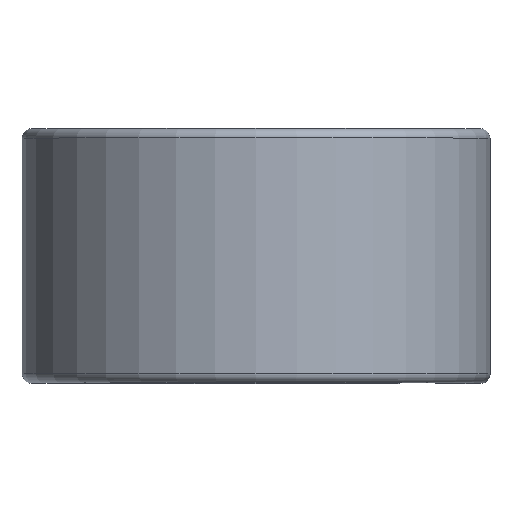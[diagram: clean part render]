
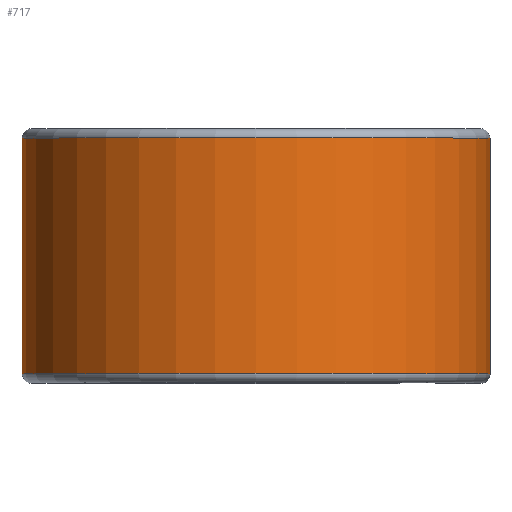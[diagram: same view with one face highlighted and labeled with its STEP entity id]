
A CAD part, top view. The second image highlights one B-rep face of the part: STEP entity #717.
In plain terms, the highlighted cylindrical face has radius 18.986 mm (diameter 37.973 mm), a partial arc.
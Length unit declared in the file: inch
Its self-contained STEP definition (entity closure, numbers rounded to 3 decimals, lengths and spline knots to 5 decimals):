
#9 = CARTESIAN_POINT ( 'NONE',  ( 0., 0.37625, 0. ) ) ;
#186 = DIRECTION ( 'NONE',  ( 0., 0., -1. ) ) ;
#364 = DIRECTION ( 'NONE',  ( 0., 1., 0. ) ) ;
#417 = EDGE_CURVE ( 'NONE', #2245, #1059, #2080, .T. ) ;
#429 = CARTESIAN_POINT ( 'NONE',  ( 0., 0.37625, -0.7475 ) ) ;
#430 = EDGE_CURVE ( 'NONE', #887, #1059, #2055, .T. ) ;
#453 = CARTESIAN_POINT ( 'NONE',  ( 0.7475, 0.37625, 0. ) ) ;
#458 = VERTEX_POINT ( 'NONE', #1118 ) ;
#505 = CYLINDRICAL_SURFACE ( 'NONE', #2357, 0.7475 ) ;
#586 = ORIENTED_EDGE ( 'NONE', *, *, #1206, .T. ) ;
#654 = DIRECTION ( 'NONE',  ( 0., 1., 0. ) ) ;
#717 = ADVANCED_FACE ( 'NONE', ( #1111 ), #505, .T. ) ;
#795 = AXIS2_PLACEMENT_3D ( 'NONE', #9, #1295, #186 ) ;
#860 = DIRECTION ( 'NONE',  ( 0., 0., -1. ) ) ;
#887 = VERTEX_POINT ( 'NONE', #1804 ) ;
#891 = ORIENTED_EDGE ( 'NONE', *, *, #430, .F. ) ;
#920 = DIRECTION ( 'NONE',  ( 0., -1., 0. ) ) ;
#967 = EDGE_LOOP ( 'NONE', ( #586, #1711, #891, #1462 ) ) ;
#1059 = VERTEX_POINT ( 'NONE', #429 ) ;
#1106 = CARTESIAN_POINT ( 'NONE',  ( 0.7475, 0.37625, 0. ) ) ;
#1111 = FACE_OUTER_BOUND ( 'NONE', #967, .T. ) ;
#1118 = CARTESIAN_POINT ( 'NONE',  ( 0.7475, -0.37625, 0. ) ) ;
#1201 = CARTESIAN_POINT ( 'NONE',  ( 0., 0.375, 0. ) ) ;
#1206 = EDGE_CURVE ( 'NONE', #458, #2245, #1608, .T. ) ;
#1295 = DIRECTION ( 'NONE',  ( 0., -1., 0. ) ) ;
#1462 = ORIENTED_EDGE ( 'NONE', *, *, #2235, .F. ) ;
#1478 = CARTESIAN_POINT ( 'NONE',  ( 0., 0.37625, -0.7475 ) ) ;
#1578 = VECTOR ( 'NONE', #654, 39.37008 ) ;
#1608 = LINE ( 'NONE', #453, #1578 ) ;
#1660 = AXIS2_PLACEMENT_3D ( 'NONE', #2001, #920, #2203 ) ;
#1711 = ORIENTED_EDGE ( 'NONE', *, *, #417, .T. ) ;
#1804 = CARTESIAN_POINT ( 'NONE',  ( 0., -0.37625, -0.7475 ) ) ;
#1943 = DIRECTION ( 'NONE',  ( 0., -1., 0. ) ) ;
#2001 = CARTESIAN_POINT ( 'NONE',  ( 0., -0.37625, 0. ) ) ;
#2024 = VECTOR ( 'NONE', #364, 39.37008 ) ;
#2055 = LINE ( 'NONE', #1478, #2024 ) ;
#2080 = CIRCLE ( 'NONE', #795, 0.7475 ) ;
#2133 = CIRCLE ( 'NONE', #1660, 0.7475 ) ;
#2203 = DIRECTION ( 'NONE',  ( 0., 0., -1. ) ) ;
#2235 = EDGE_CURVE ( 'NONE', #458, #887, #2133, .T. ) ;
#2245 = VERTEX_POINT ( 'NONE', #1106 ) ;
#2357 = AXIS2_PLACEMENT_3D ( 'NONE', #1201, #1943, #860 ) ;
